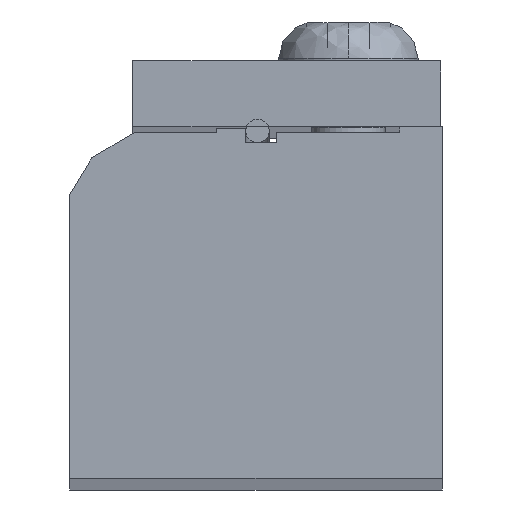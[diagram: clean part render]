
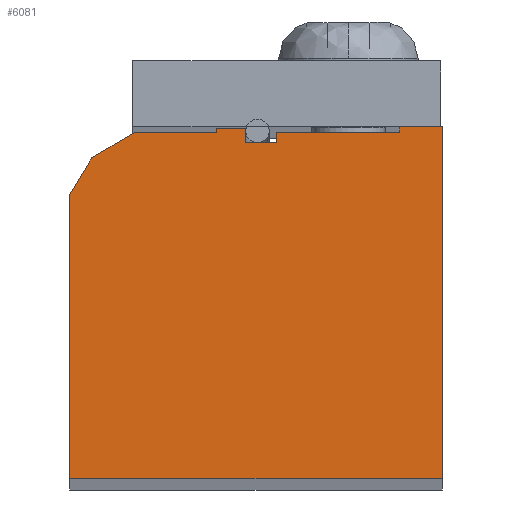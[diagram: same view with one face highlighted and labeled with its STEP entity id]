
A CAD part, top view. The second image highlights one B-rep face of the part: STEP entity #6081.
In plain terms, the highlighted planar face has unit normal (0, 0, 1).
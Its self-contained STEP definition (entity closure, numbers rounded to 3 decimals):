
#2 = VERTEX_POINT ( 'NONE', #9098 ) ;
#88 = ORIENTED_EDGE ( 'NONE', *, *, #6047, .T. ) ;
#96 = VERTEX_POINT ( 'NONE', #8662 ) ;
#176 = VECTOR ( 'NONE', #8286, 1000. ) ;
#266 = VECTOR ( 'NONE', #3788, 1000. ) ;
#484 = CARTESIAN_POINT ( 'NONE',  ( 66.715, 245.768, 225. ) ) ;
#542 = CARTESIAN_POINT ( 'NONE',  ( 66.715, 256.841, 225. ) ) ;
#606 = CARTESIAN_POINT ( 'NONE',  ( 58.001, 257.541, 225. ) ) ;
#934 = CARTESIAN_POINT ( 'NONE',  ( 79.001, 257.941, 225. ) ) ;
#1265 = PLANE ( 'NONE',  #8946 ) ;
#1294 = DIRECTION ( 'NONE',  ( 1., 0., 0. ) ) ;
#1380 = EDGE_LOOP ( 'NONE', ( #8915, #2210, #8765, #8381, #4759, #88, #6849, #9849, #2225, #9761, #4511, #4878, #6785, #7687 ) ) ;
#1434 = CARTESIAN_POINT ( 'NONE',  ( 79.001, 233.941, 225. ) ) ;
#1557 = LINE ( 'NONE', #3626, #4821 ) ;
#1563 = CARTESIAN_POINT ( 'NONE',  ( 79.001, 257.941, 225. ) ) ;
#1850 = EDGE_CURVE ( 'NONE', #3215, #8362, #9693, .T. ) ;
#1957 = DIRECTION ( 'NONE',  ( -0.515, -0.857, 0. ) ) ;
#2007 = VERTEX_POINT ( 'NONE', #6896 ) ;
#2087 = VECTOR ( 'NONE', #4144, 1000. ) ;
#2134 = EDGE_CURVE ( 'NONE', #4885, #4210, #1557, .T. ) ;
#2210 = ORIENTED_EDGE ( 'NONE', *, *, #4300, .T. ) ;
#2225 = ORIENTED_EDGE ( 'NONE', *, *, #9368, .F. ) ;
#2265 = VECTOR ( 'NONE', #8697, 1000. ) ;
#2282 = EDGE_CURVE ( 'NONE', #2, #96, #2690, .T. ) ;
#2379 = VECTOR ( 'NONE', #9143, 1000. ) ;
#2460 = VERTEX_POINT ( 'NONE', #2945 ) ;
#2658 = CARTESIAN_POINT ( 'NONE',  ( 67.701, 256.841, 225. ) ) ;
#2690 = LINE ( 'NONE', #8006, #4835 ) ;
#2766 = VERTEX_POINT ( 'NONE', #9743 ) ;
#2865 = CARTESIAN_POINT ( 'NONE',  ( 67.701, 256.841, 225. ) ) ;
#2889 = LINE ( 'NONE', #2658, #2379 ) ;
#2945 = CARTESIAN_POINT ( 'NONE',  ( 53.601, 233.941, 225. ) ) ;
#3021 = VERTEX_POINT ( 'NONE', #6073 ) ;
#3143 = DIRECTION ( 'NONE',  ( -1., 0., 0. ) ) ;
#3215 = VERTEX_POINT ( 'NONE', #1563 ) ;
#3261 = DIRECTION ( 'NONE',  ( 0., 1., 0. ) ) ;
#3343 = VECTOR ( 'NONE', #3143, 1000. ) ;
#3508 = VERTEX_POINT ( 'NONE', #3545 ) ;
#3545 = CARTESIAN_POINT ( 'NONE',  ( 55.101, 255.798, 225. ) ) ;
#3589 = VERTEX_POINT ( 'NONE', #4422 ) ;
#3626 = CARTESIAN_POINT ( 'NONE',  ( 66.715, 257.541, 225. ) ) ;
#3707 = DIRECTION ( 'NONE',  ( -1., 0., 0. ) ) ;
#3774 = VECTOR ( 'NONE', #9636, 1000. ) ;
#3788 = DIRECTION ( 'NONE',  ( -0.857, -0.515, 0. ) ) ;
#3828 = VECTOR ( 'NONE', #9387, 1000. ) ;
#3829 = CARTESIAN_POINT ( 'NONE',  ( 53.601, 233.941, 225. ) ) ;
#3930 = EDGE_CURVE ( 'NONE', #5103, #2766, #10216, .T. ) ;
#4060 = DIRECTION ( 'NONE',  ( -1., 0., 0. ) ) ;
#4144 = DIRECTION ( 'NONE',  ( 0., -1., 0. ) ) ;
#4210 = VERTEX_POINT ( 'NONE', #7384 ) ;
#4300 = EDGE_CURVE ( 'NONE', #3021, #96, #10325, .T. ) ;
#4385 = CARTESIAN_POINT ( 'NONE',  ( 55.101, 255.798, 225. ) ) ;
#4387 = LINE ( 'NONE', #3829, #2265 ) ;
#4422 = CARTESIAN_POINT ( 'NONE',  ( 58.001, 257.541, 225. ) ) ;
#4511 = ORIENTED_EDGE ( 'NONE', *, *, #4710, .F. ) ;
#4710 = EDGE_CURVE ( 'NONE', #4885, #8362, #9009, .T. ) ;
#4759 = ORIENTED_EDGE ( 'NONE', *, *, #6285, .T. ) ;
#4820 = LINE ( 'NONE', #4385, #9119 ) ;
#4821 = VECTOR ( 'NONE', #5047, 1000. ) ;
#4835 = VECTOR ( 'NONE', #3261, 1000. ) ;
#4878 = ORIENTED_EDGE ( 'NONE', *, *, #2134, .T. ) ;
#4885 = VERTEX_POINT ( 'NONE', #9366 ) ;
#5047 = DIRECTION ( 'NONE',  ( -1., 0., 0. ) ) ;
#5103 = VERTEX_POINT ( 'NONE', #2865 ) ;
#5749 = LINE ( 'NONE', #8770, #3343 ) ;
#6047 = EDGE_CURVE ( 'NONE', #3508, #2007, #4820, .T. ) ;
#6053 = VECTOR ( 'NONE', #3707, 1000. ) ;
#6073 = CARTESIAN_POINT ( 'NONE',  ( 65.601, 257.839, 225. ) ) ;
#6081 = ADVANCED_FACE ( 'NONE', ( #6709 ), #1265, .T. ) ;
#6117 = DIRECTION ( 'NONE',  ( 0., 0., 1. ) ) ;
#6285 = EDGE_CURVE ( 'NONE', #3589, #3508, #7199, .T. ) ;
#6385 = CARTESIAN_POINT ( 'NONE',  ( 65.601, 257.839, 225. ) ) ;
#6413 = EDGE_CURVE ( 'NONE', #3021, #2766, #8080, .T. ) ;
#6705 = DIRECTION ( 'NONE',  ( -1., 0., 0. ) ) ;
#6709 = FACE_OUTER_BOUND ( 'NONE', #1380, .T. ) ;
#6785 = ORIENTED_EDGE ( 'NONE', *, *, #7752, .F. ) ;
#6849 = ORIENTED_EDGE ( 'NONE', *, *, #7479, .F. ) ;
#6896 = CARTESIAN_POINT ( 'NONE',  ( 53.601, 253.302, 225. ) ) ;
#6957 = EDGE_CURVE ( 'NONE', #2, #3589, #8441, .T. ) ;
#6971 = CARTESIAN_POINT ( 'NONE',  ( 76.101, 257.941, 225. ) ) ;
#7199 = LINE ( 'NONE', #606, #266 ) ;
#7323 = VECTOR ( 'NONE', #4060, 1000. ) ;
#7384 = CARTESIAN_POINT ( 'NONE',  ( 67.701, 257.541, 225. ) ) ;
#7478 = CARTESIAN_POINT ( 'NONE',  ( 76.101, 257.541, 225. ) ) ;
#7479 = EDGE_CURVE ( 'NONE', #2460, #2007, #4387, .T. ) ;
#7687 = ORIENTED_EDGE ( 'NONE', *, *, #3930, .T. ) ;
#7752 = EDGE_CURVE ( 'NONE', #5103, #4210, #2889, .T. ) ;
#7976 = VERTEX_POINT ( 'NONE', #1434 ) ;
#8006 = CARTESIAN_POINT ( 'NONE',  ( 63.601, 257.541, 225. ) ) ;
#8080 = LINE ( 'NONE', #6385, #3774 ) ;
#8261 = LINE ( 'NONE', #934, #2087 ) ;
#8286 = DIRECTION ( 'NONE',  ( 0., 1., 0. ) ) ;
#8362 = VERTEX_POINT ( 'NONE', #6971 ) ;
#8381 = ORIENTED_EDGE ( 'NONE', *, *, #6957, .T. ) ;
#8441 = LINE ( 'NONE', #8909, #7323 ) ;
#8662 = CARTESIAN_POINT ( 'NONE',  ( 63.601, 257.839, 225. ) ) ;
#8697 = DIRECTION ( 'NONE',  ( 0., 1., 0. ) ) ;
#8765 = ORIENTED_EDGE ( 'NONE', *, *, #2282, .F. ) ;
#8770 = CARTESIAN_POINT ( 'NONE',  ( 79.001, 233.941, 225. ) ) ;
#8909 = CARTESIAN_POINT ( 'NONE',  ( 66.715, 257.541, 225. ) ) ;
#8915 = ORIENTED_EDGE ( 'NONE', *, *, #6413, .F. ) ;
#8946 = AXIS2_PLACEMENT_3D ( 'NONE', #484, #6117, #1294 ) ;
#9009 = LINE ( 'NONE', #7478, #176 ) ;
#9098 = CARTESIAN_POINT ( 'NONE',  ( 63.601, 257.541, 225. ) ) ;
#9119 = VECTOR ( 'NONE', #1957, 1000. ) ;
#9143 = DIRECTION ( 'NONE',  ( 0., 1., 0. ) ) ;
#9239 = EDGE_CURVE ( 'NONE', #7976, #2460, #5749, .T. ) ;
#9334 = CARTESIAN_POINT ( 'NONE',  ( 66.715, 257.941, 225. ) ) ;
#9366 = CARTESIAN_POINT ( 'NONE',  ( 76.101, 257.541, 225. ) ) ;
#9368 = EDGE_CURVE ( 'NONE', #3215, #7976, #8261, .T. ) ;
#9387 = DIRECTION ( 'NONE',  ( -1., 0., 0. ) ) ;
#9625 = VECTOR ( 'NONE', #6705, 1000. ) ;
#9636 = DIRECTION ( 'NONE',  ( 0., -1., 0. ) ) ;
#9693 = LINE ( 'NONE', #9334, #6053 ) ;
#9743 = CARTESIAN_POINT ( 'NONE',  ( 65.601, 256.841, 225. ) ) ;
#9761 = ORIENTED_EDGE ( 'NONE', *, *, #1850, .T. ) ;
#9849 = ORIENTED_EDGE ( 'NONE', *, *, #9239, .F. ) ;
#9872 = CARTESIAN_POINT ( 'NONE',  ( 66.715, 257.839, 225. ) ) ;
#10216 = LINE ( 'NONE', #542, #3828 ) ;
#10325 = LINE ( 'NONE', #9872, #9625 ) ;
